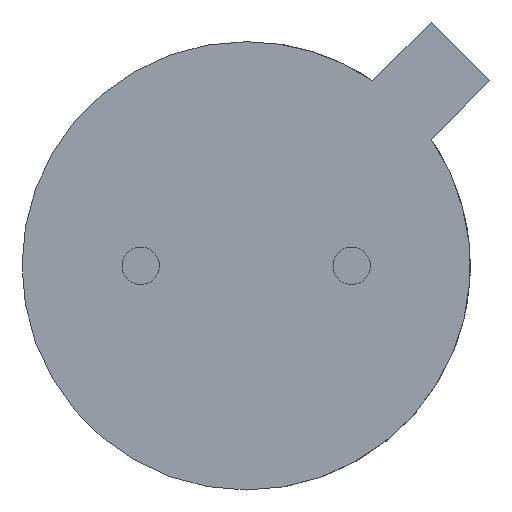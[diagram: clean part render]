
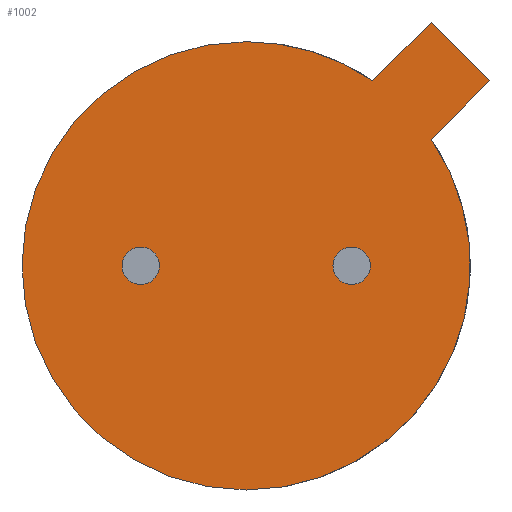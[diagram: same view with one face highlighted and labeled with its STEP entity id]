
A CAD part, front view. The second image highlights one B-rep face of the part: STEP entity #1002.
In plain terms, the highlighted planar face has unit normal (0, -1, 0).
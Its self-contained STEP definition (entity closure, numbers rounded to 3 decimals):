
#15 = VERTEX_POINT ( 'NONE', #1153 ) ;
#19 = EDGE_CURVE ( 'NONE', #600, #235, #426, .T. ) ;
#21 = CARTESIAN_POINT ( 'NONE',  ( 0., 0., 2.7 ) ) ;
#57 = AXIS2_PLACEMENT_3D ( 'NONE', #304, #987, #397 ) ;
#61 = ORIENTED_EDGE ( 'NONE', *, *, #133, .T. ) ;
#66 = CARTESIAN_POINT ( 'NONE',  ( 1.27, 0., 0. ) ) ;
#95 = ORIENTED_EDGE ( 'NONE', *, *, #1251, .T. ) ;
#103 = DIRECTION ( 'NONE',  ( 0., -1., 0. ) ) ;
#115 = CIRCLE ( 'NONE', #828, 0.225 ) ;
#121 = CARTESIAN_POINT ( 'NONE',  ( 1.27, 0., -0.225 ) ) ;
#133 = EDGE_CURVE ( 'NONE', #287, #602, #325, .T. ) ;
#175 = CIRCLE ( 'NONE', #243, 0.225 ) ;
#199 = ORIENTED_EDGE ( 'NONE', *, *, #991, .T. ) ;
#218 = ORIENTED_EDGE ( 'NONE', *, *, #956, .F. ) ;
#226 = EDGE_CURVE ( 'NONE', #235, #1195, #410, .T. ) ;
#235 = VERTEX_POINT ( 'NONE', #1083 ) ;
#241 = CARTESIAN_POINT ( 'NONE',  ( -1.27, 0., 0. ) ) ;
#243 = AXIS2_PLACEMENT_3D ( 'NONE', #66, #1231, #551 ) ;
#248 = ORIENTED_EDGE ( 'NONE', *, *, #359, .F. ) ;
#282 = VERTEX_POINT ( 'NONE', #21 ) ;
#287 = VERTEX_POINT ( 'NONE', #121 ) ;
#298 = VERTEX_POINT ( 'NONE', #1004 ) ;
#304 = CARTESIAN_POINT ( 'NONE',  ( 1.27, 0., 0. ) ) ;
#305 = CIRCLE ( 'NONE', #1057, 2.7 ) ;
#325 = CIRCLE ( 'NONE', #57, 0.225 ) ;
#344 = DIRECTION ( 'NONE',  ( 0., 0., 1. ) ) ;
#359 = EDGE_CURVE ( 'NONE', #298, #862, #115, .T. ) ;
#373 = CARTESIAN_POINT ( 'NONE',  ( 0., 0., 0. ) ) ;
#375 = CARTESIAN_POINT ( 'NONE',  ( 2.937, 0., 2.23 ) ) ;
#387 = DIRECTION ( 'NONE',  ( 0., 0., 1. ) ) ;
#397 = DIRECTION ( 'NONE',  ( 0., 0., -1. ) ) ;
#407 = DIRECTION ( 'NONE',  ( 0., 0., -1. ) ) ;
#410 = LINE ( 'NONE', #1191, #685 ) ;
#416 = VECTOR ( 'NONE', #556, 1000. ) ;
#426 = LINE ( 'NONE', #578, #1230 ) ;
#451 = EDGE_LOOP ( 'NONE', ( #736, #1050, #199, #95, #779, #908 ) ) ;
#464 = DIRECTION ( 'NONE',  ( 0., 0., 1. ) ) ;
#515 = FACE_BOUND ( 'NONE', #1020, .T. ) ;
#551 = DIRECTION ( 'NONE',  ( 0., 0., -1. ) ) ;
#556 = DIRECTION ( 'NONE',  ( 0.707, 0., 0.707 ) ) ;
#560 = CIRCLE ( 'NONE', #867, 2.7 ) ;
#562 = CARTESIAN_POINT ( 'NONE',  ( 2.7, 0., 0. ) ) ;
#576 = DIRECTION ( 'NONE',  ( 0., -1., 0. ) ) ;
#577 = AXIS2_PLACEMENT_3D ( 'NONE', #373, #103, #407 ) ;
#578 = CARTESIAN_POINT ( 'NONE',  ( 2.23, 0., 2.937 ) ) ;
#600 = VERTEX_POINT ( 'NONE', #375 ) ;
#602 = VERTEX_POINT ( 'NONE', #1245 ) ;
#607 = DIRECTION ( 'NONE',  ( -0.707, 0., -0.707 ) ) ;
#637 = AXIS2_PLACEMENT_3D ( 'NONE', #562, #657, #464 ) ;
#643 = VERTEX_POINT ( 'NONE', #1110 ) ;
#657 = DIRECTION ( 'NONE',  ( 0., 1., 0. ) ) ;
#671 = LINE ( 'NONE', #1215, #416 ) ;
#685 = VECTOR ( 'NONE', #607, 1000. ) ;
#727 = EDGE_CURVE ( 'NONE', #602, #287, #175, .T. ) ;
#736 = ORIENTED_EDGE ( 'NONE', *, *, #901, .T. ) ;
#779 = ORIENTED_EDGE ( 'NONE', *, *, #19, .T. ) ;
#797 = CIRCLE ( 'NONE', #577, 2.7 ) ;
#826 = FACE_OUTER_BOUND ( 'NONE', #451, .T. ) ;
#828 = AXIS2_PLACEMENT_3D ( 'NONE', #241, #927, #344 ) ;
#862 = VERTEX_POINT ( 'NONE', #871 ) ;
#867 = AXIS2_PLACEMENT_3D ( 'NONE', #911, #979, #875 ) ;
#868 = PLANE ( 'NONE',  #637 ) ;
#871 = CARTESIAN_POINT ( 'NONE',  ( -1.27, 0., -0.225 ) ) ;
#875 = DIRECTION ( 'NONE',  ( 0., 0., -1. ) ) ;
#901 = EDGE_CURVE ( 'NONE', #1195, #282, #560, .T. ) ;
#908 = ORIENTED_EDGE ( 'NONE', *, *, #226, .T. ) ;
#911 = CARTESIAN_POINT ( 'NONE',  ( 0., 0., 0. ) ) ;
#927 = DIRECTION ( 'NONE',  ( 0., -1., 0. ) ) ;
#956 = EDGE_CURVE ( 'NONE', #862, #298, #1042, .T. ) ;
#971 = ORIENTED_EDGE ( 'NONE', *, *, #727, .T. ) ;
#976 = CARTESIAN_POINT ( 'NONE',  ( -1.27, 0., 0. ) ) ;
#979 = DIRECTION ( 'NONE',  ( 0., -1., 0. ) ) ;
#987 = DIRECTION ( 'NONE',  ( 0., 1., 0. ) ) ;
#991 = EDGE_CURVE ( 'NONE', #15, #643, #305, .T. ) ;
#995 = AXIS2_PLACEMENT_3D ( 'NONE', #976, #1063, #387 ) ;
#1002 = ADVANCED_FACE ( 'NONE', ( #515, #826, #1183 ), #868, .F. ) ;
#1004 = CARTESIAN_POINT ( 'NONE',  ( -1.27, 0., 0.225 ) ) ;
#1006 = DIRECTION ( 'NONE',  ( 0., 0., -1. ) ) ;
#1020 = EDGE_LOOP ( 'NONE', ( #971, #61 ) ) ;
#1042 = CIRCLE ( 'NONE', #995, 0.225 ) ;
#1050 = ORIENTED_EDGE ( 'NONE', *, *, #1056, .T. ) ;
#1056 = EDGE_CURVE ( 'NONE', #282, #15, #797, .T. ) ;
#1057 = AXIS2_PLACEMENT_3D ( 'NONE', #1146, #576, #1006 ) ;
#1063 = DIRECTION ( 'NONE',  ( 0., -1., 0. ) ) ;
#1083 = CARTESIAN_POINT ( 'NONE',  ( 2.23, 0., 2.937 ) ) ;
#1097 = EDGE_LOOP ( 'NONE', ( #248, #218 ) ) ;
#1110 = CARTESIAN_POINT ( 'NONE',  ( 2.23, 0., 1.523 ) ) ;
#1146 = CARTESIAN_POINT ( 'NONE',  ( 0., 0., 0. ) ) ;
#1153 = CARTESIAN_POINT ( 'NONE',  ( 0., 0., -2.7 ) ) ;
#1162 = CARTESIAN_POINT ( 'NONE',  ( 1.523, 0., 2.23 ) ) ;
#1183 = FACE_BOUND ( 'NONE', #1097, .T. ) ;
#1191 = CARTESIAN_POINT ( 'NONE',  ( 1.523, 0., 2.23 ) ) ;
#1195 = VERTEX_POINT ( 'NONE', #1162 ) ;
#1215 = CARTESIAN_POINT ( 'NONE',  ( 2.23, 0., 1.523 ) ) ;
#1230 = VECTOR ( 'NONE', #1256, 1000. ) ;
#1231 = DIRECTION ( 'NONE',  ( 0., 1., 0. ) ) ;
#1245 = CARTESIAN_POINT ( 'NONE',  ( 1.27, 0., 0.225 ) ) ;
#1251 = EDGE_CURVE ( 'NONE', #643, #600, #671, .T. ) ;
#1256 = DIRECTION ( 'NONE',  ( -0.707, 0., 0.707 ) ) ;
